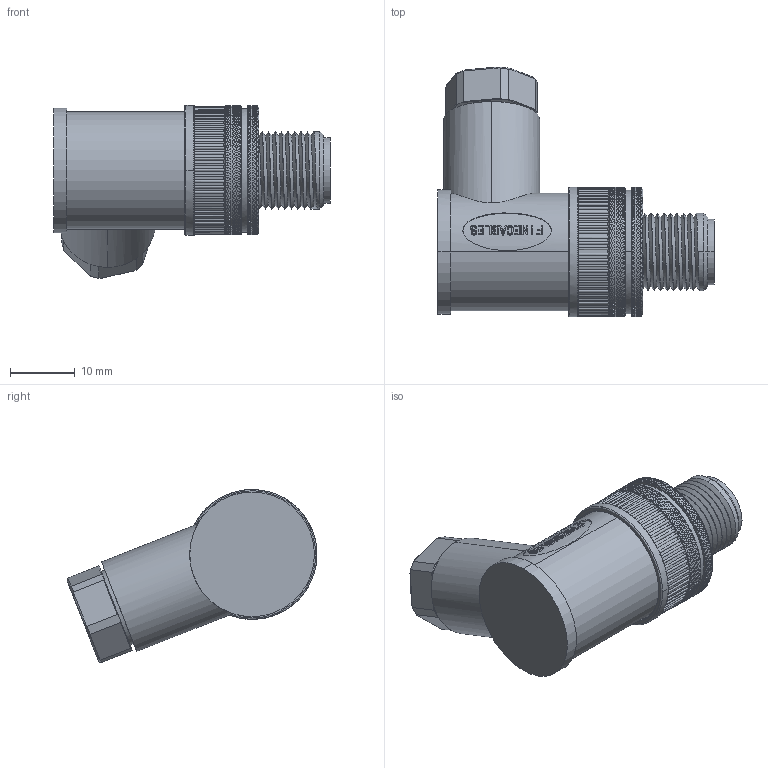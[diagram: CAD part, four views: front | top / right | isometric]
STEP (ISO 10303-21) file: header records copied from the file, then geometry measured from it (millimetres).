
FILE_DESCRIPTION (( 'STEP AP203' ), '1' );
FILE_NAME ('P168-169-PG7.STEP', '2020-03-31T05:35:13', ( 'edpusr' ), ( 'Microsoft' ), 'SwSTEP 2.0', 'SolidWorks 2015', '' );
FILE_SCHEMA (( 'CONFIG_CONTROL_DESIGN' ));
Products named in the file (1): P168-169-PG7
Bounding box: 42.6 x 38.51 x 26.65 mm (x, y, z)
Volume: 13994 mm3; surface area: 8850.3 mm2
Topology: 5 solids, 5 shells, 5483 faces, 13826 edges, 8375 vertices
Faces by surface type: bspline 3509, cylinder 1102, plane 845, cone 16, torus 11
Entity records: 272375 total; most frequent: CARTESIAN_POINT 172666, ORIENTED_EDGE 27632, EDGE_CURVE 13816, B_SPLINE_CURVE_WITH_KNOTS 9725, DIRECTION 8943, VERTEX_POINT 8375, EDGE_LOOP 5521, FACE_OUTER_BOUND 5483
